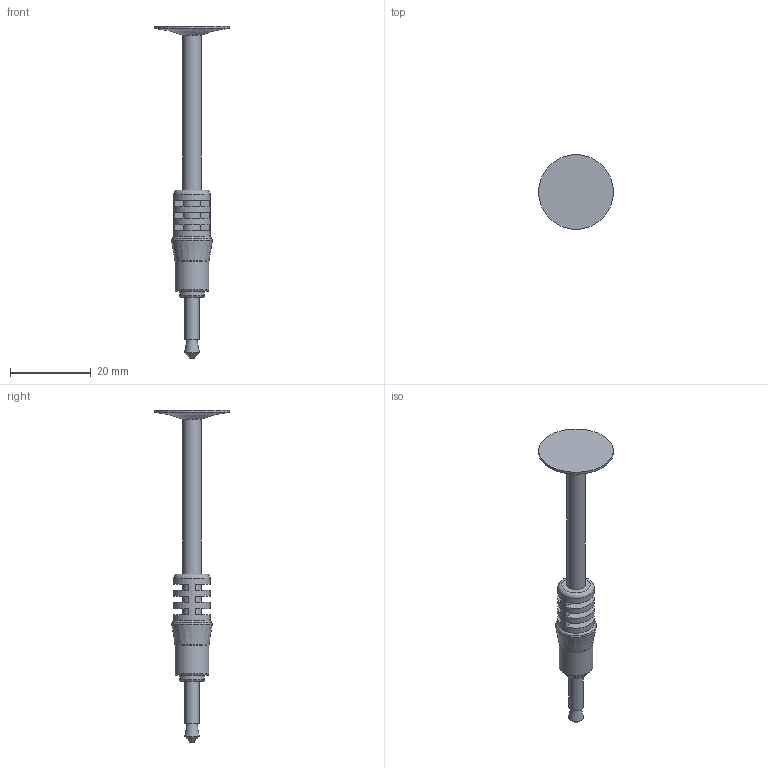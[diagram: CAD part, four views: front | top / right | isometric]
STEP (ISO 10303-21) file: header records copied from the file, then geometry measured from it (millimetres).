
FILE_DESCRIPTION(/* description */ (''),/* implementation_level */ '2;1');
FILE_NAME(/* name */ 'RRJ_KL3,5_...CM.stp',/* time_stamp */ '2016-03-11T09:20:19+01:00',/* author */ ('mharscher'),/* organization */ (''),/* preprocessor_version */ 'ST-DEVELOPER v15.2',/* originating_system */ 'Autodesk Inventor 2014',/* authorisation */ '');
FILE_SCHEMA (('CONFIG_CONTROL_DESIGN'));
Length unit declared in the file: centimetre
Products named in the file (1): RRJ_KL3,5_...CM
Bounding box: 18.5 x 18.5 x 82.11 mm (x, y, z)
Volume: 4924.3 mm3; surface area: 5664.7 mm2
Topology: 2 solids, 2 shells, 55 faces, 112 edges, 72 vertices
Faces by surface type: plane 33, cylinder 11, cone 5, torus 5, bspline 1
Full cylindrical faces by diameter (mm): 3.5 x1, 4.5 x1, 6 x1, 8.4 x1, 9 x1
Entity records: 13328 total; most frequent: CARTESIAN_POINT 8371, ORIENTED_EDGE 1186, DIRECTION 717, EDGE_CURVE 592, VERTEX_POINT 407, B_SPLINE_CURVE_WITH_KNOTS 294, EDGE_LOOP 275, AXIS2_PLACEMENT_3D 269
